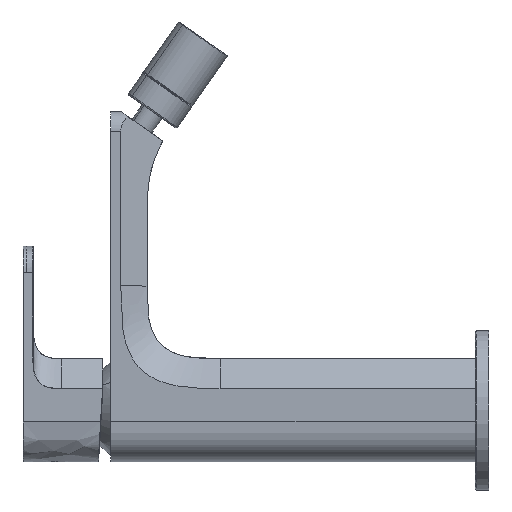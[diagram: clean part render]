
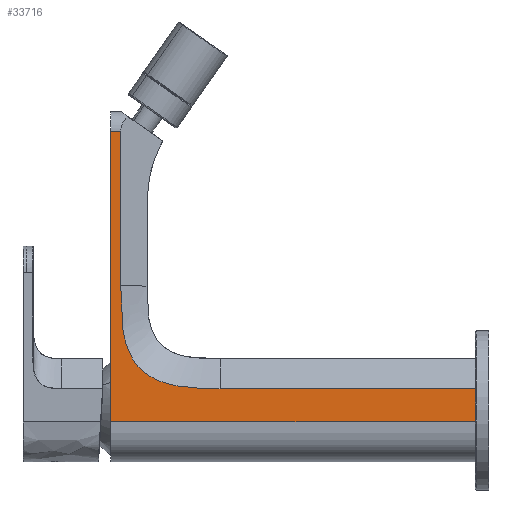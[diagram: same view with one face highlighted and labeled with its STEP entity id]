
A CAD part, left-side view. The second image highlights one B-rep face of the part: STEP entity #33716.
In plain terms, the highlighted planar face has unit normal (-1, 0, 0).
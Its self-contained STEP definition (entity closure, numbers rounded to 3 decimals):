
#255 = ORIENTED_EDGE ( 'NONE', *, *, #16391, .T. ) ;
#450 = ORIENTED_EDGE ( 'NONE', *, *, #2010, .F. ) ;
#543 = CARTESIAN_POINT ( 'NONE',  ( -16., 110.92, 38.074 ) ) ;
#812 = ORIENTED_EDGE ( 'NONE', *, *, #11087, .F. ) ;
#1049 = ORIENTED_EDGE ( 'NONE', *, *, #7534, .T. ) ;
#1439 = CARTESIAN_POINT ( 'NONE',  ( -16., 84.828, 7.07 ) ) ;
#2010 = EDGE_CURVE ( 'NONE', #20833, #2228, #22363, .T. ) ;
#2192 = LINE ( 'NONE', #11684, #29903 ) ;
#2228 = VERTEX_POINT ( 'NONE', #12327 ) ;
#2810 = CARTESIAN_POINT ( 'NONE',  ( -16., 114., -3. ) ) ;
#3055 = CARTESIAN_POINT ( 'NONE',  ( -16., 110.922, 34.217 ) ) ;
#3154 = CARTESIAN_POINT ( 'NONE',  ( -16., 110.658, 28.059 ) ) ;
#3602 = VECTOR ( 'NONE', #19269, 1000. ) ;
#3713 = CARTESIAN_POINT ( 'NONE',  ( -16., 87.852, 7.205 ) ) ;
#3827 = CARTESIAN_POINT ( 'NONE',  ( -16., 107.191, 15.76 ) ) ;
#3936 = CARTESIAN_POINT ( 'NONE',  ( -16., 80.999, 7.055 ) ) ;
#4114 = EDGE_CURVE ( 'NONE', #2228, #31819, #31053, .T. ) ;
#5406 = CARTESIAN_POINT ( 'NONE',  ( -16., 4., -3. ) ) ;
#5617 = DIRECTION ( 'NONE',  ( 0., -1., 0. ) ) ;
#5745 = CARTESIAN_POINT ( 'NONE',  ( -16., 110.293, 24.857 ) ) ;
#6508 = CARTESIAN_POINT ( 'NONE',  ( -16., 108.083, 17.287 ) ) ;
#6948 = ORIENTED_EDGE ( 'NONE', *, *, #29624, .F. ) ;
#7095 = CARTESIAN_POINT ( 'NONE',  ( -16., 110.92, 38.074 ) ) ;
#7534 = EDGE_CURVE ( 'NONE', #15625, #29324, #9754, .T. ) ;
#8065 = ORIENTED_EDGE ( 'NONE', *, *, #26521, .F. ) ;
#8886 = CARTESIAN_POINT ( 'NONE',  ( -16., 97.369, 8.69 ) ) ;
#8999 = CARTESIAN_POINT ( 'NONE',  ( -16., 94.139, 7.917 ) ) ;
#9116 = CARTESIAN_POINT ( 'NONE',  ( -16., 106.152, 14.303 ) ) ;
#9217 = CARTESIAN_POINT ( 'NONE',  ( -16., 103.583, 11.747 ) ) ;
#9451 = AXIS2_PLACEMENT_3D ( 'NONE', #23474, #18472, #26423 ) ;
#9754 = LINE ( 'NONE', #31965, #26499 ) ;
#11087 = EDGE_CURVE ( 'NONE', #25416, #29324, #18294, .T. ) ;
#11373 = CARTESIAN_POINT ( 'NONE',  ( -16., 92.01, 7.58 ) ) ;
#11684 = CARTESIAN_POINT ( 'NONE',  ( -16., 4., 7.055 ) ) ;
#11726 = CARTESIAN_POINT ( 'NONE',  ( -16., 109.341, 20.507 ) ) ;
#12327 = CARTESIAN_POINT ( 'NONE',  ( -16., 80.999, 7.055 ) ) ;
#12924 = LINE ( 'NONE', #2810, #31736 ) ;
#14898 = CARTESIAN_POINT ( 'NONE',  ( -16., 4., 7.055 ) ) ;
#15625 = VERTEX_POINT ( 'NONE', #24753 ) ;
#16006 = CARTESIAN_POINT ( 'NONE',  ( -16., 110.92, 36.179 ) ) ;
#16358 = VERTEX_POINT ( 'NONE', #5406 ) ;
#16391 = EDGE_CURVE ( 'NONE', #25416, #16358, #12924, .T. ) ;
#16585 = CARTESIAN_POINT ( 'NONE',  ( -16., 105.767, 13.841 ) ) ;
#16821 = CARTESIAN_POINT ( 'NONE',  ( -16., 98.448, 9.036 ) ) ;
#16923 = DIRECTION ( 'NONE',  ( 0., -1., 0. ) ) ;
#17182 = CARTESIAN_POINT ( 'NONE',  ( -16., 114., -3. ) ) ;
#18294 = LINE ( 'NONE', #19050, #3602 ) ;
#18472 = DIRECTION ( 'NONE',  ( 1., 0., 0. ) ) ;
#18761 = CARTESIAN_POINT ( 'NONE',  ( -16., 110.838, 31.178 ) ) ;
#19050 = CARTESIAN_POINT ( 'NONE',  ( -16., 114., -3. ) ) ;
#19269 = DIRECTION ( 'NONE',  ( 0., 0., 1. ) ) ;
#19667 = CARTESIAN_POINT ( 'NONE',  ( -16., 109.641, 21.599 ) ) ;
#20833 = VERTEX_POINT ( 'NONE', #7095 ) ;
#21265 = CARTESIAN_POINT ( 'NONE',  ( -16., 110.795, 30.148 ) ) ;
#21346 = DIRECTION ( 'NONE',  ( 0., 1., 0. ) ) ;
#21375 = CARTESIAN_POINT ( 'NONE',  ( -16., 110.564, 26.999 ) ) ;
#21925 = CARTESIAN_POINT ( 'NONE',  ( -16., 106.865, 15.263 ) ) ;
#22015 = CARTESIAN_POINT ( 'NONE',  ( -16., 80.999, 7.055 ) ) ;
#22092 = EDGE_LOOP ( 'NONE', ( #450, #6948, #1049, #812, #255, #8065, #24934 ) ) ;
#22135 = CARTESIAN_POINT ( 'NONE',  ( -16., 95.215, 8.13 ) ) ;
#22363 = B_SPLINE_CURVE_WITH_KNOTS ( 'NONE', 3,
 ( #543, #16006, #3055, #18761, #21265, #3154, #21375, #5745, #23967, #19667, #11726, #27268, #6508, #3827, #21925, #9116, #16585, #27374, #9217, #27502, #24758, #16821, #8886, #22135, #8999, #11373, #27163, #32683, #3713, #1439, #29583, #3936 ),
 .UNSPECIFIED., .F., .F.,
 ( 4, 2, 2, 2, 2, 2, 2, 2, 2, 2, 2, 2, 2, 2, 2, 4 ),
 ( 0., 0.125, 0.188, 0.25, 0.313, 0.375, 0.438, 0.469, 0.5, 0.563, 0.625, 0.688, 0.75, 0.813, 0.875, 1. ),
 .UNSPECIFIED. ) ;
#23474 = CARTESIAN_POINT ( 'NONE',  ( -16., 114., 125. ) ) ;
#23967 = CARTESIAN_POINT ( 'NONE',  ( -16., 110.117, 23.773 ) ) ;
#24753 = CARTESIAN_POINT ( 'NONE',  ( -16., 110.92, 84.545 ) ) ;
#24758 = CARTESIAN_POINT ( 'NONE',  ( -16., 100.567, 9.915 ) ) ;
#24934 = ORIENTED_EDGE ( 'NONE', *, *, #4114, .F. ) ;
#25416 = VERTEX_POINT ( 'NONE', #17182 ) ;
#26423 = DIRECTION ( 'NONE',  ( 0., 0., 1. ) ) ;
#26499 = VECTOR ( 'NONE', #21346, 1000. ) ;
#26521 = EDGE_CURVE ( 'NONE', #31819, #16358, #2192, .T. ) ;
#26774 = VECTOR ( 'NONE', #31292, 1000. ) ;
#27163 = CARTESIAN_POINT ( 'NONE',  ( -16., 90.955, 7.456 ) ) ;
#27268 = CARTESIAN_POINT ( 'NONE',  ( -16., 108.563, 18.352 ) ) ;
#27374 = CARTESIAN_POINT ( 'NONE',  ( -16., 104.515, 12.515 ) ) ;
#27502 = CARTESIAN_POINT ( 'NONE',  ( -16., 101.609, 10.448 ) ) ;
#27573 = DIRECTION ( 'NONE',  ( 0., 0., -1. ) ) ;
#28040 = LINE ( 'NONE', #31172, #26774 ) ;
#28172 = PLANE ( 'NONE',  #9451 ) ;
#29324 = VERTEX_POINT ( 'NONE', #32454 ) ;
#29583 = CARTESIAN_POINT ( 'NONE',  ( -16., 82.879, 7.055 ) ) ;
#29624 = EDGE_CURVE ( 'NONE', #15625, #20833, #28040, .T. ) ;
#29903 = VECTOR ( 'NONE', #27573, 1000. ) ;
#30005 = FACE_OUTER_BOUND ( 'NONE', #22092, .T. ) ;
#31053 = LINE ( 'NONE', #22015, #32718 ) ;
#31172 = CARTESIAN_POINT ( 'NONE',  ( -16., 110.92, 84.545 ) ) ;
#31292 = DIRECTION ( 'NONE',  ( 0., 0., -1. ) ) ;
#31736 = VECTOR ( 'NONE', #5617, 1000. ) ;
#31819 = VERTEX_POINT ( 'NONE', #14898 ) ;
#31965 = CARTESIAN_POINT ( 'NONE',  ( -16., 110.92, 84.545 ) ) ;
#32454 = CARTESIAN_POINT ( 'NONE',  ( -16., 114., 84.545 ) ) ;
#32683 = CARTESIAN_POINT ( 'NONE',  ( -16., 88.877, 7.269 ) ) ;
#32718 = VECTOR ( 'NONE', #16923, 1000. ) ;
#33716 = ADVANCED_FACE ( 'NONE', ( #30005 ), #28172, .F. ) ;
